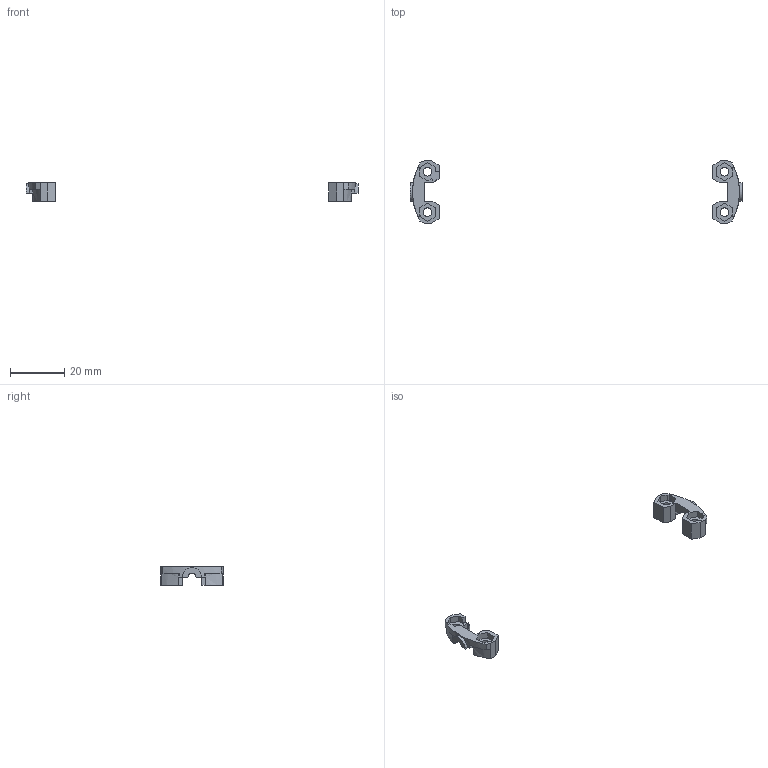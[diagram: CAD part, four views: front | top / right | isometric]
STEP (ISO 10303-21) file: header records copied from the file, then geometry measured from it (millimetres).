
FILE_DESCRIPTION(/* description */ (''),/* implementation_level */ '2;1');
FILE_NAME(/* name */ 'clamps.step',/* time_stamp */ '2024-04-18T19:21:52+01:00',/* author */ (''),/* organization */ (''),/* preprocessor_version */ 'ST-DEVELOPER v20',/* originating_system */ 'Autodesk Translation Framework v12.20.1.177',/* authorisation */ '');
FILE_SCHEMA (('AUTOMOTIVE_DESIGN { 1 0 10303 214 3 1 1 }'));
Length unit declared in the file: millimetre
Products named in the file (1): clamp right
Bounding box: 122.9 x 22.99 x 7 mm (x, y, z)
Volume: 1286 mm3; surface area: 1883.6 mm2
Topology: 2 solids, 2 shells, 130 faces, 381 edges, 242 vertices
Faces by surface type: plane 104, cylinder 26
Full cylindrical faces by diameter (mm): 3.2 x4
Entity records: 4374 total; most frequent: CARTESIAN_POINT 800, ORIENTED_EDGE 762, DIRECTION 713, EDGE_CURVE 381, LINE 299, VECTOR 299, VERTEX_POINT 242, AXIS2_PLACEMENT_3D 207
